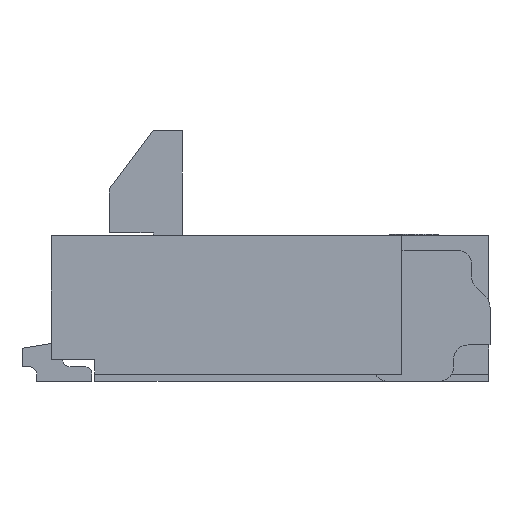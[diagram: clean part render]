
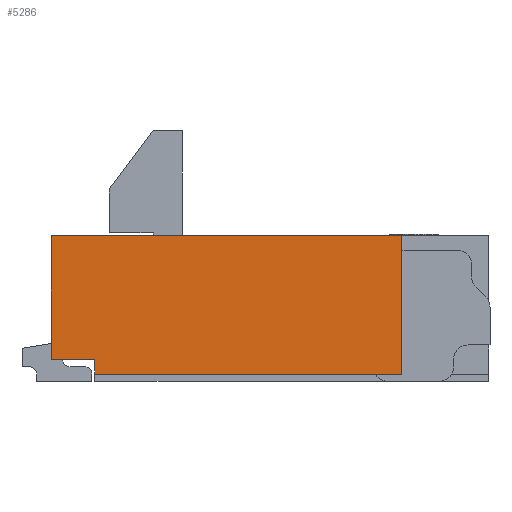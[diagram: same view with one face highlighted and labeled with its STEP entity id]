
A CAD part, left-side view. The second image highlights one B-rep face of the part: STEP entity #5286.
In plain terms, the highlighted planar face has unit normal (-1, 0, 0).
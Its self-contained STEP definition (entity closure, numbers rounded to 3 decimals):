
#32 = CARTESIAN_POINT ( 'NONE',  ( -2.5, 1.5, 1. ) ) ;
#356 = LINE ( 'NONE', #2776, #7264 ) ;
#544 = VERTEX_POINT ( 'NONE', #32 ) ;
#864 = VECTOR ( 'NONE', #22253, 1000. ) ;
#1104 = CARTESIAN_POINT ( 'NONE',  ( -2.5, 1.2, 0.15 ) ) ;
#1563 = VERTEX_POINT ( 'NONE', #23276 ) ;
#2020 = ORIENTED_EDGE ( 'NONE', *, *, #12386, .F. ) ;
#2310 = DIRECTION ( 'NONE',  ( 0., 1., 0. ) ) ;
#2776 = CARTESIAN_POINT ( 'NONE',  ( -2.5, -0.9, 0.05 ) ) ;
#4238 = CARTESIAN_POINT ( 'NONE',  ( -2.5, -0.9, 1. ) ) ;
#5286 = ADVANCED_FACE ( 'NONE', ( #16505 ), #31154, .F. ) ;
#5287 = VERTEX_POINT ( 'NONE', #19049 ) ;
#5456 = CARTESIAN_POINT ( 'NONE',  ( -2.5, 1.2, 0. ) ) ;
#5655 = EDGE_CURVE ( 'NONE', #544, #5287, #6783, .T. ) ;
#6783 = LINE ( 'NONE', #11596, #31703 ) ;
#7264 = VECTOR ( 'NONE', #2310, 1000. ) ;
#9245 = CARTESIAN_POINT ( 'NONE',  ( -2.5, 1.5, 1. ) ) ;
#9294 = DIRECTION ( 'NONE',  ( 0., 1., 0. ) ) ;
#10196 = AXIS2_PLACEMENT_3D ( 'NONE', #21508, #31313, #9294 ) ;
#10306 = EDGE_CURVE ( 'NONE', #22234, #27915, #17375, .T. ) ;
#10472 = ORIENTED_EDGE ( 'NONE', *, *, #27082, .F. ) ;
#11286 = ORIENTED_EDGE ( 'NONE', *, *, #5655, .T. ) ;
#11596 = CARTESIAN_POINT ( 'NONE',  ( -2.5, 1.5, 1. ) ) ;
#12386 = EDGE_CURVE ( 'NONE', #22234, #1563, #356, .T. ) ;
#12421 = ORIENTED_EDGE ( 'NONE', *, *, #22778, .T. ) ;
#15708 = VECTOR ( 'NONE', #31418, 1000. ) ;
#15769 = CARTESIAN_POINT ( 'NONE',  ( -2.5, -0.9, 0.05 ) ) ;
#16505 = FACE_OUTER_BOUND ( 'NONE', #31645, .T. ) ;
#17375 = LINE ( 'NONE', #27155, #21619 ) ;
#17421 = EDGE_CURVE ( 'NONE', #29261, #1563, #21944, .T. ) ;
#17917 = CARTESIAN_POINT ( 'NONE',  ( -2.5, 1.5, 0.15 ) ) ;
#18216 = LINE ( 'NONE', #17917, #27180 ) ;
#19049 = CARTESIAN_POINT ( 'NONE',  ( -2.5, 1.5, 0.15 ) ) ;
#21508 = CARTESIAN_POINT ( 'NONE',  ( -2.5, 1.5, 1. ) ) ;
#21619 = VECTOR ( 'NONE', #22336, 1000. ) ;
#21944 = LINE ( 'NONE', #5456, #864 ) ;
#22234 = VERTEX_POINT ( 'NONE', #15769 ) ;
#22253 = DIRECTION ( 'NONE',  ( 0., 0., -1. ) ) ;
#22336 = DIRECTION ( 'NONE',  ( 0., 0., 1. ) ) ;
#22734 = DIRECTION ( 'NONE',  ( 0., -1., 0. ) ) ;
#22778 = EDGE_CURVE ( 'NONE', #5287, #29261, #18216, .T. ) ;
#23276 = CARTESIAN_POINT ( 'NONE',  ( -2.5, 1.2, 0.05 ) ) ;
#26162 = DIRECTION ( 'NONE',  ( 0., 0., -1. ) ) ;
#27082 = EDGE_CURVE ( 'NONE', #544, #27915, #31266, .T. ) ;
#27155 = CARTESIAN_POINT ( 'NONE',  ( -2.5, -0.9, 0. ) ) ;
#27180 = VECTOR ( 'NONE', #22734, 1000. ) ;
#27371 = ORIENTED_EDGE ( 'NONE', *, *, #17421, .T. ) ;
#27915 = VERTEX_POINT ( 'NONE', #4238 ) ;
#29105 = ORIENTED_EDGE ( 'NONE', *, *, #10306, .T. ) ;
#29261 = VERTEX_POINT ( 'NONE', #1104 ) ;
#31154 = PLANE ( 'NONE',  #10196 ) ;
#31266 = LINE ( 'NONE', #9245, #15708 ) ;
#31313 = DIRECTION ( 'NONE',  ( 1., 0., 0. ) ) ;
#31418 = DIRECTION ( 'NONE',  ( 0., -1., 0. ) ) ;
#31645 = EDGE_LOOP ( 'NONE', ( #2020, #29105, #10472, #11286, #12421, #27371 ) ) ;
#31703 = VECTOR ( 'NONE', #26162, 1000. ) ;
